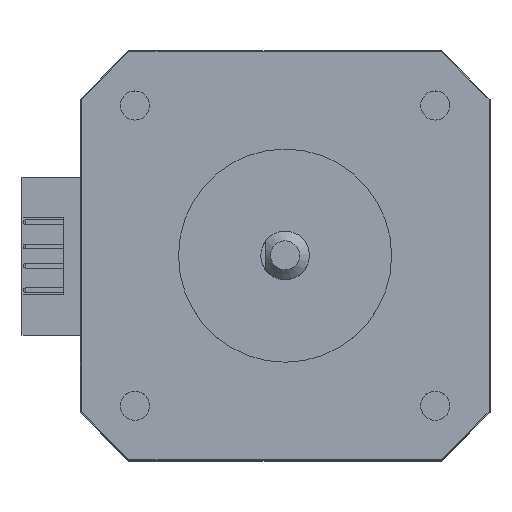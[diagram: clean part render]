
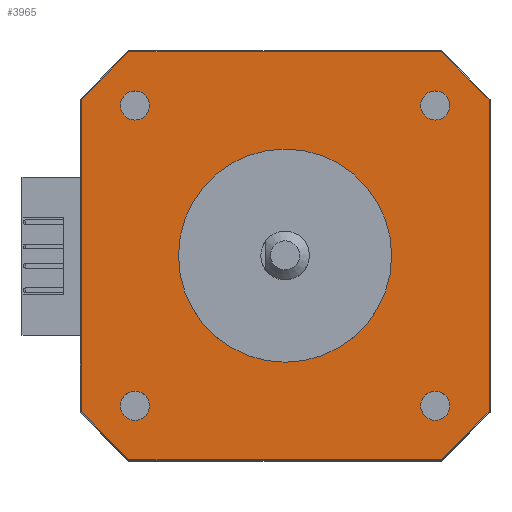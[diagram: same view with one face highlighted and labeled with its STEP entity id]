
A CAD part, top view. The second image highlights one B-rep face of the part: STEP entity #3965.
In plain terms, the highlighted planar face has unit normal (0, 0, 1).
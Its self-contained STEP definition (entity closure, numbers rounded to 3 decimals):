
#75=FACE_BOUND('',#728,.T.);
#76=FACE_BOUND('',#729,.T.);
#77=FACE_BOUND('',#730,.T.);
#78=FACE_BOUND('',#731,.T.);
#79=FACE_BOUND('',#732,.T.);
#462=FACE_OUTER_BOUND('',#727,.T.);
#727=EDGE_LOOP('',(#3475,#3476,#3477,#3478,#3479,#3480,#3481,#3482));
#728=EDGE_LOOP('',(#3483));
#729=EDGE_LOOP('',(#3484));
#730=EDGE_LOOP('',(#3485));
#731=EDGE_LOOP('',(#3486));
#732=EDGE_LOOP('',(#3487));
#1168=LINE('',#6235,#1618);
#1170=LINE('',#6243,#1620);
#1172=LINE('',#6249,#1622);
#1174=LINE('',#6256,#1624);
#1176=LINE('',#6264,#1626);
#1178=LINE('',#6270,#1628);
#1180=LINE('',#6275,#1630);
#1182=LINE('',#6278,#1632);
#1618=VECTOR('',#5141,6.988);
#1620=VECTOR('',#5149,32.217);
#1622=VECTOR('',#5155,32.217);
#1624=VECTOR('',#5161,32.217);
#1626=VECTOR('',#5169,6.988);
#1628=VECTOR('',#5175,32.217);
#1630=VECTOR('',#5181,6.988);
#1632=VECTOR('',#5185,6.988);
#1699=CIRCLE('',#4243,11.);
#1700=CIRCLE('',#4244,1.5);
#1701=CIRCLE('',#4245,1.5);
#1702=CIRCLE('',#4246,1.5);
#1703=CIRCLE('',#4247,1.5);
#2006=VERTEX_POINT('',#6233);
#2007=VERTEX_POINT('',#6234);
#2010=VERTEX_POINT('',#6242);
#2012=VERTEX_POINT('',#6248);
#2014=VERTEX_POINT('',#6254);
#2015=VERTEX_POINT('',#6255);
#2018=VERTEX_POINT('',#6263);
#2020=VERTEX_POINT('',#6269);
#2027=VERTEX_POINT('',#6299);
#2028=VERTEX_POINT('',#6301);
#2029=VERTEX_POINT('',#6303);
#2030=VERTEX_POINT('',#6305);
#2031=VERTEX_POINT('',#6307);
#2490=EDGE_CURVE('',#2006,#2007,#1168,.T.);
#2494=EDGE_CURVE('',#2010,#2006,#1170,.T.);
#2497=EDGE_CURVE('',#2007,#2012,#1172,.T.);
#2500=EDGE_CURVE('',#2014,#2015,#1174,.T.);
#2504=EDGE_CURVE('',#2018,#2014,#1176,.T.);
#2507=EDGE_CURVE('',#2020,#2018,#1178,.T.);
#2510=EDGE_CURVE('',#2012,#2020,#1180,.T.);
#2512=EDGE_CURVE('',#2015,#2010,#1182,.T.);
#2523=EDGE_CURVE('',#2027,#2027,#1699,.T.);
#2524=EDGE_CURVE('',#2028,#2028,#1700,.T.);
#2525=EDGE_CURVE('',#2029,#2029,#1701,.T.);
#2526=EDGE_CURVE('',#2030,#2030,#1702,.T.);
#2527=EDGE_CURVE('',#2031,#2031,#1703,.T.);
#3475=ORIENTED_EDGE('',*,*,#2500,.F.);
#3476=ORIENTED_EDGE('',*,*,#2504,.F.);
#3477=ORIENTED_EDGE('',*,*,#2507,.F.);
#3478=ORIENTED_EDGE('',*,*,#2510,.F.);
#3479=ORIENTED_EDGE('',*,*,#2497,.F.);
#3480=ORIENTED_EDGE('',*,*,#2490,.F.);
#3481=ORIENTED_EDGE('',*,*,#2494,.F.);
#3482=ORIENTED_EDGE('',*,*,#2512,.F.);
#3483=ORIENTED_EDGE('',*,*,#2523,.T.);
#3484=ORIENTED_EDGE('',*,*,#2524,.T.);
#3485=ORIENTED_EDGE('',*,*,#2525,.T.);
#3486=ORIENTED_EDGE('',*,*,#2526,.T.);
#3487=ORIENTED_EDGE('',*,*,#2527,.T.);
#3744=PLANE('',#4242);
#3965=ADVANCED_FACE('',(#462,#75,#76,#77,#78,#79),#3744,.T.);
#4242=AXIS2_PLACEMENT_3D('',#6298,#5204,#5205);
#4243=AXIS2_PLACEMENT_3D('',#6300,#5206,#5207);
#4244=AXIS2_PLACEMENT_3D('',#6302,#5208,#5209);
#4245=AXIS2_PLACEMENT_3D('',#6304,#5210,#5211);
#4246=AXIS2_PLACEMENT_3D('',#6306,#5212,#5213);
#4247=AXIS2_PLACEMENT_3D('',#6308,#5214,#5215);
#5141=DIRECTION('',(0.707,0.707,0.));
#5149=DIRECTION('',(0.,1.,0.));
#5155=DIRECTION('',(1.,0.,0.));
#5161=DIRECTION('',(-1.,0.,0.));
#5169=DIRECTION('',(-0.707,-0.707,0.));
#5175=DIRECTION('',(0.,-1.,0.));
#5181=DIRECTION('',(0.707,-0.707,0.));
#5185=DIRECTION('',(-0.707,0.707,0.));
#5204=DIRECTION('center_axis',(0.,0.,1.));
#5205=DIRECTION('ref_axis',(1.,0.,0.));
#5206=DIRECTION('center_axis',(0.,0.,-1.));
#5207=DIRECTION('ref_axis',(-1.,0.,0.));
#5208=DIRECTION('center_axis',(0.,0.,-1.));
#5209=DIRECTION('ref_axis',(-1.,0.,0.));
#5210=DIRECTION('center_axis',(0.,0.,-1.));
#5211=DIRECTION('ref_axis',(-1.,0.,0.));
#5212=DIRECTION('center_axis',(0.,0.,-1.));
#5213=DIRECTION('ref_axis',(-1.,0.,0.));
#5214=DIRECTION('center_axis',(0.,0.,-1.));
#5215=DIRECTION('ref_axis',(-1.,0.,0.));
#6233=CARTESIAN_POINT('',(-21.05,16.109,40.));
#6234=CARTESIAN_POINT('',(-16.109,21.05,40.));
#6235=CARTESIAN_POINT('',(-18.579,18.579,40.));
#6242=CARTESIAN_POINT('',(-21.05,-16.109,40.));
#6243=CARTESIAN_POINT('',(-21.05,-10.575,40.));
#6248=CARTESIAN_POINT('',(16.109,21.05,40.));
#6249=CARTESIAN_POINT('',(-10.575,21.05,40.));
#6254=CARTESIAN_POINT('',(16.109,-21.05,40.));
#6255=CARTESIAN_POINT('',(-16.109,-21.05,40.));
#6256=CARTESIAN_POINT('',(10.575,-21.05,40.));
#6263=CARTESIAN_POINT('',(21.05,-16.109,40.));
#6264=CARTESIAN_POINT('',(18.579,-18.579,40.));
#6269=CARTESIAN_POINT('',(21.05,16.109,40.));
#6270=CARTESIAN_POINT('',(21.05,10.575,40.));
#6275=CARTESIAN_POINT('',(18.579,18.579,40.));
#6278=CARTESIAN_POINT('',(-18.579,-18.579,40.));
#6298=CARTESIAN_POINT('Origin',(0.,0.,
40.));
#6299=CARTESIAN_POINT('',(11.,0.,40.));
#6300=CARTESIAN_POINT('Origin',(0.,0.,40.));
#6301=CARTESIAN_POINT('',(-14.,15.5,40.));
#6302=CARTESIAN_POINT('Origin',(-15.5,15.5,40.));
#6303=CARTESIAN_POINT('',(17.,15.5,40.));
#6304=CARTESIAN_POINT('Origin',(15.5,15.5,40.));
#6305=CARTESIAN_POINT('',(-14.,-15.5,40.));
#6306=CARTESIAN_POINT('Origin',(-15.5,-15.5,40.));
#6307=CARTESIAN_POINT('',(17.,-15.5,40.));
#6308=CARTESIAN_POINT('Origin',(15.5,-15.5,40.));
